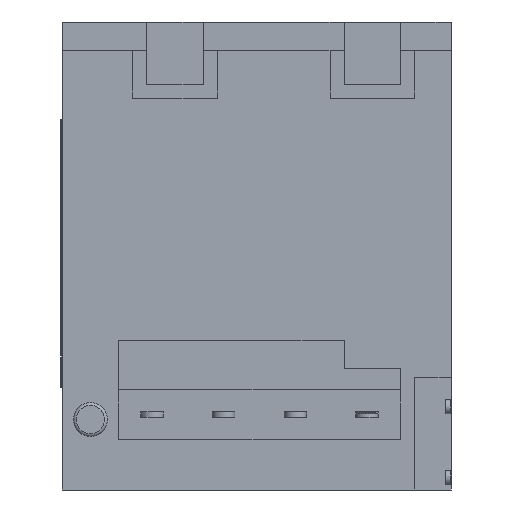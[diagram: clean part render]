
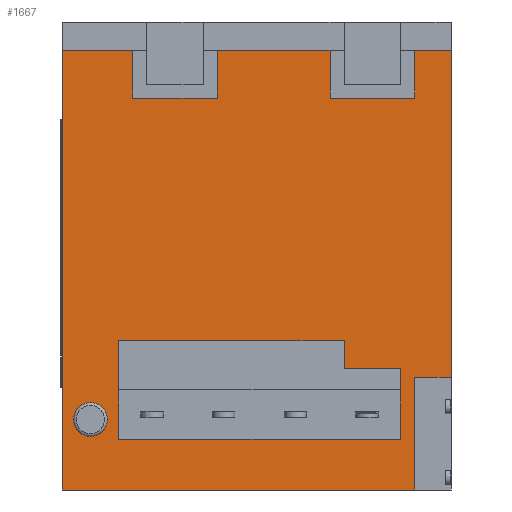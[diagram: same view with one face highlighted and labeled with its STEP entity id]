
A CAD part, front view. The second image highlights one B-rep face of the part: STEP entity #1667.
In plain terms, the highlighted planar face has unit normal (0, -1, 0).
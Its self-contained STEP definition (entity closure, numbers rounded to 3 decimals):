
#1487=CARTESIAN_POINT('',(1.0,0.0,-13.5));
#1488=VERTEX_POINT('',#1487);
#1489=CARTESIAN_POINT('',(1.0,0.0,-14.1));
#1490=DIRECTION('',(-0.0,-1.0,-0.0));
#1491=DIRECTION('',(0.0,-0.0,1.0));
#1492=AXIS2_PLACEMENT_3D('',#1489,#1490,#1491);
#1493=CIRCLE('',#1492,0.6);
#1494=EDGE_CURVE('no 4917',#1488,#1488,#1493,.T.);
#1495=ORIENTED_EDGE('',*,*,#1494,.F.);
#1496=EDGE_LOOP('',(#1495));
#1497=FACE_OUTER_BOUND('',#1496,.T.);
#1498=CARTESIAN_POINT('',(12.0,0.0,-14.8));
#1499=VERTEX_POINT('',#1498);
#1500=CARTESIAN_POINT('',(12.0,0.0,-12.3));
#1501=VERTEX_POINT('',#1500);
#1502=CARTESIAN_POINT('',(12.0,0.0,-14.8));
#1503=DIRECTION('',(0.0,0.0,1.0));
#1504=VECTOR('',#1503,1.0);
#1505=LINE('',#1502,#1504);
#1506=EDGE_CURVE('no 1616',#1499,#1501,#1505,.T.);
#1507=ORIENTED_EDGE('',*,*,#1506,.F.);
#1508=CARTESIAN_POINT('',(2.0,0.0,-14.8));
#1509=VERTEX_POINT('',#1508);
#1510=CARTESIAN_POINT('',(2.0,0.0,-14.8));
#1511=DIRECTION('',(1.0,0.0,0.0));
#1512=VECTOR('',#1511,1.0);
#1513=LINE('',#1510,#1512);
#1514=EDGE_CURVE('no 1613',#1509,#1499,#1513,.T.);
#1515=ORIENTED_EDGE('',*,*,#1514,.F.);
#1516=CARTESIAN_POINT('',(2.0,0.0,-11.3));
#1517=VERTEX_POINT('',#1516);
#1518=CARTESIAN_POINT('',(2.0,0.0,-14.8));
#1519=DIRECTION('',(0.0,0.0,-1.0));
#1520=VECTOR('',#1519,1.0);
#1521=LINE('',#1518,#1520);
#1522=EDGE_CURVE('no 1628',#1517,#1509,#1521,.T.);
#1523=ORIENTED_EDGE('',*,*,#1522,.F.);
#1524=CARTESIAN_POINT('',(10.0,0.0,-11.3));
#1525=VERTEX_POINT('',#1524);
#1526=CARTESIAN_POINT('',(2.0,0.0,-11.3));
#1527=DIRECTION('',(-1.0,0.0,0.0));
#1528=VECTOR('',#1527,1.0);
#1529=LINE('',#1526,#1528);
#1530=EDGE_CURVE('no 1625',#1525,#1517,#1529,.T.);
#1531=ORIENTED_EDGE('',*,*,#1530,.F.);
#1532=CARTESIAN_POINT('',(10.0,0.0,-12.3));
#1533=VERTEX_POINT('',#1532);
#1534=CARTESIAN_POINT('',(10.0,0.0,-11.3));
#1535=DIRECTION('',(0.0,0.0,1.0));
#1536=VECTOR('',#1535,1.0);
#1537=LINE('',#1534,#1536);
#1538=EDGE_CURVE('no 1622',#1533,#1525,#1537,.T.);
#1539=ORIENTED_EDGE('',*,*,#1538,.F.);
#1540=CARTESIAN_POINT('',(12.0,0.0,-12.3));
#1541=DIRECTION('',(-1.0,0.0,0.0));
#1542=VECTOR('',#1541,1.0);
#1543=LINE('',#1540,#1542);
#1544=EDGE_CURVE('no 1619',#1501,#1533,#1543,.T.);
#1545=ORIENTED_EDGE('',*,*,#1544,.F.);
#1546=EDGE_LOOP('',(#1507,#1515,#1523,#1531,#1539,#1545));
#1547=FACE_BOUND('',#1546,.T.);
#1548=CARTESIAN_POINT('',(12.5,0.0,-16.6));
#1549=VERTEX_POINT('',#1548);
#1550=CARTESIAN_POINT('',(0.0,0.0,-16.6));
#1551=VERTEX_POINT('',#1550);
#1552=CARTESIAN_POINT('',(13.8,0.0,-16.6));
#1553=DIRECTION('',(-1.0,0.0,0.0));
#1554=VECTOR('',#1553,1.0);
#1555=LINE('',#1552,#1554);
#1556=EDGE_CURVE('no 1459',#1549,#1551,#1555,.T.);
#1557=ORIENTED_EDGE('',*,*,#1556,.F.);
#1558=CARTESIAN_POINT('',(12.5,0.0,-12.6));
#1559=VERTEX_POINT('',#1558);
#1560=CARTESIAN_POINT('',(12.5,0.0,-16.6));
#1561=DIRECTION('',(0.0,0.0,-1.0));
#1562=VECTOR('',#1561,1.0);
#1563=LINE('',#1560,#1562);
#1564=EDGE_CURVE('no 1552',#1559,#1549,#1563,.T.);
#1565=ORIENTED_EDGE('',*,*,#1564,.F.);
#1566=CARTESIAN_POINT('',(13.8,0.0,-12.6));
#1567=VERTEX_POINT('',#1566);
#1568=CARTESIAN_POINT('',(12.5,0.0,-12.6));
#1569=DIRECTION('',(-1.0,0.0,0.0));
#1570=VECTOR('',#1569,1.0);
#1571=LINE('',#1568,#1570);
#1572=EDGE_CURVE('no 1549',#1567,#1559,#1571,.T.);
#1573=ORIENTED_EDGE('',*,*,#1572,.F.);
#1574=CARTESIAN_POINT('',(13.8,0.0,-1.0));
#1575=VERTEX_POINT('',#1574);
#1576=CARTESIAN_POINT('',(13.8,0.0,0.0));
#1577=DIRECTION('',(0.0,0.0,-1.0));
#1578=VECTOR('',#1577,1.0);
#1579=LINE('',#1576,#1578);
#1580=EDGE_CURVE('no 140',#1575,#1567,#1579,.T.);
#1581=ORIENTED_EDGE('',*,*,#1580,.F.);
#1582=CARTESIAN_POINT('',(12.5,0.0,-1.0));
#1583=VERTEX_POINT('',#1582);
#1584=CARTESIAN_POINT('',(13.8,0.0,-1.0));
#1585=DIRECTION('',(1.0,0.0,0.0));
#1586=VECTOR('',#1585,1.0);
#1587=LINE('',#1584,#1586);
#1588=EDGE_CURVE('no 1091',#1583,#1575,#1587,.T.);
#1589=ORIENTED_EDGE('',*,*,#1588,.F.);
#1590=CARTESIAN_POINT('',(12.5,0.0,-2.7));
#1591=VERTEX_POINT('',#1590);
#1592=CARTESIAN_POINT('',(12.5,0.0,-2.7));
#1593=DIRECTION('',(0.0,0.0,1.0));
#1594=VECTOR('',#1593,1.0);
#1595=LINE('',#1592,#1594);
#1596=EDGE_CURVE('no 1200',#1591,#1583,#1595,.T.);
#1597=ORIENTED_EDGE('',*,*,#1596,.F.);
#1598=CARTESIAN_POINT('',(9.5,0.0,-2.7));
#1599=VERTEX_POINT('',#1598);
#1600=CARTESIAN_POINT('',(11.0,0.0,-2.7));
#1601=DIRECTION('',(1.0,0.0,0.0));
#1602=VECTOR('',#1601,1.0);
#1603=LINE('',#1600,#1602);
#1604=EDGE_CURVE('no 1195',#1599,#1591,#1603,.T.);
#1605=ORIENTED_EDGE('',*,*,#1604,.F.);
#1606=CARTESIAN_POINT('',(9.5,0.0,-1.0));
#1607=VERTEX_POINT('',#1606);
#1608=CARTESIAN_POINT('',(9.5,0.0,-1.0));
#1609=DIRECTION('',(0.0,0.0,-1.0));
#1610=VECTOR('',#1609,1.0);
#1611=LINE('',#1608,#1610);
#1612=EDGE_CURVE('no 1192',#1607,#1599,#1611,.T.);
#1613=ORIENTED_EDGE('',*,*,#1612,.F.);
#1614=CARTESIAN_POINT('',(5.5,0.0,-1.0));
#1615=VERTEX_POINT('',#1614);
#1616=CARTESIAN_POINT('',(13.8,0.0,-1.0));
#1617=DIRECTION('',(1.0,0.0,0.0));
#1618=VECTOR('',#1617,1.0);
#1619=LINE('',#1616,#1618);
#1620=EDGE_CURVE('no 1085',#1615,#1607,#1619,.T.);
#1621=ORIENTED_EDGE('',*,*,#1620,.F.);
#1622=CARTESIAN_POINT('',(5.5,0.0,-2.7));
#1623=VERTEX_POINT('',#1622);
#1624=CARTESIAN_POINT('',(5.5,0.0,-2.7));
#1625=DIRECTION('',(0.0,0.0,1.0));
#1626=VECTOR('',#1625,1.0);
#1627=LINE('',#1624,#1626);
#1628=EDGE_CURVE('no 1293',#1623,#1615,#1627,.T.);
#1629=ORIENTED_EDGE('',*,*,#1628,.F.);
#1630=CARTESIAN_POINT('',(2.5,0.0,-2.7));
#1631=VERTEX_POINT('',#1630);
#1632=CARTESIAN_POINT('',(4.0,0.0,-2.7));
#1633=DIRECTION('',(1.0,0.0,0.0));
#1634=VECTOR('',#1633,1.0);
#1635=LINE('',#1632,#1634);
#1636=EDGE_CURVE('no 1288',#1631,#1623,#1635,.T.);
#1637=ORIENTED_EDGE('',*,*,#1636,.F.);
#1638=CARTESIAN_POINT('',(2.5,0.0,-1.0));
#1639=VERTEX_POINT('',#1638);
#1640=CARTESIAN_POINT('',(2.5,0.0,-1.0));
#1641=DIRECTION('',(0.0,0.0,-1.0));
#1642=VECTOR('',#1641,1.0);
#1643=LINE('',#1640,#1642);
#1644=EDGE_CURVE('no 1285',#1639,#1631,#1643,.T.);
#1645=ORIENTED_EDGE('',*,*,#1644,.F.);
#1646=CARTESIAN_POINT('',(0.0,0.0,-1.0));
#1647=VERTEX_POINT('',#1646);
#1648=CARTESIAN_POINT('',(13.8,0.0,-1.0));
#1649=DIRECTION('',(1.0,0.0,0.0));
#1650=VECTOR('',#1649,1.0);
#1651=LINE('',#1648,#1650);
#1652=EDGE_CURVE('no 151',#1647,#1639,#1651,.T.);
#1653=ORIENTED_EDGE('',*,*,#1652,.F.);
#1654=CARTESIAN_POINT('',(0.0,0.0,-16.6));
#1655=DIRECTION('',(0.0,0.0,1.0));
#1656=VECTOR('',#1655,1.0);
#1657=LINE('',#1654,#1656);
#1658=EDGE_CURVE('no 57',#1551,#1647,#1657,.T.);
#1659=ORIENTED_EDGE('',*,*,#1658,.F.);
#1660=EDGE_LOOP('',(
    #1557,#1565,#1573,#1581,#1589,#1597,#1605,#1613,#1621,#1629,
    #1637,#1645,#1653,#1659));
#1661=FACE_BOUND('',#1660,.T.);
#1662=CARTESIAN_POINT('',(0.0,0.0,0.0));
#1663=DIRECTION('',(0.0,1.0,0.0));
#1664=DIRECTION('',(0.0,-0.0,1.0));
#1665=AXIS2_PLACEMENT_3D('',#1662,#1663,#1664);
#1666=PLANE('',#1665);
#1667=ADVANCED_FACE('no 144',(#1497,#1547,#1661),#1666,.F.);
